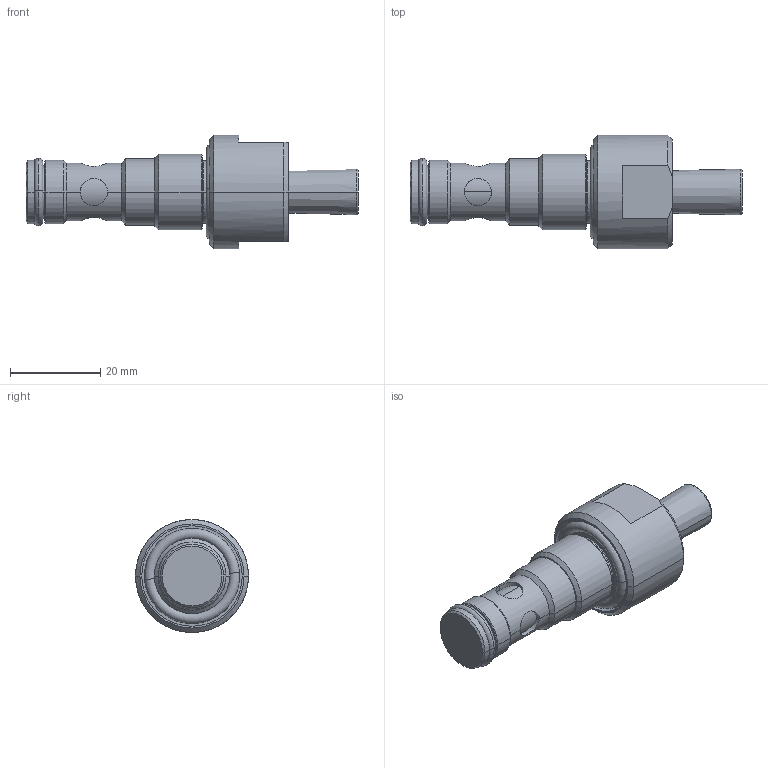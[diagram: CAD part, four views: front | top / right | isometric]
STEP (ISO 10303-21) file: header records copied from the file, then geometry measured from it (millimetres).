
FILE_DESCRIPTION(('STEP AP242'),'1');
FILE_NAME('coval_cvp90x22.stp','2020-06-01T20:08:45',('TraceParts'),('TraceParts S.A.'),'Spatial InterOp 3D',' ',' ');
FILE_SCHEMA(('AP242_MANAGED_MODEL_BASED_3D_ENGINEERING_MIM_LF {1 0 10303 442 1 1 4}'));
Length unit declared in the file: millimetre
Products named in the file (1): coval_cvp90x22_1
Bounding box: 73.4 x 25 x 25 mm (x, y, z)
Volume: 11770.9 mm3; surface area: 7615.7 mm2
Topology: 3 solids, 3 shells, 96 faces, 200 edges, 118 vertices
Faces by surface type: cylinder 36, cone 24, torus 20, plane 16
Entity records: 3919 total; most frequent: CARTESIAN_POINT 1011, DIRECTION 486, ORIENTED_EDGE 400, AXIS2_PLACEMENT_3D 211, EDGE_CURVE 200, VERTEX_POINT 118, CIRCLE 112, EDGE_LOOP 108
